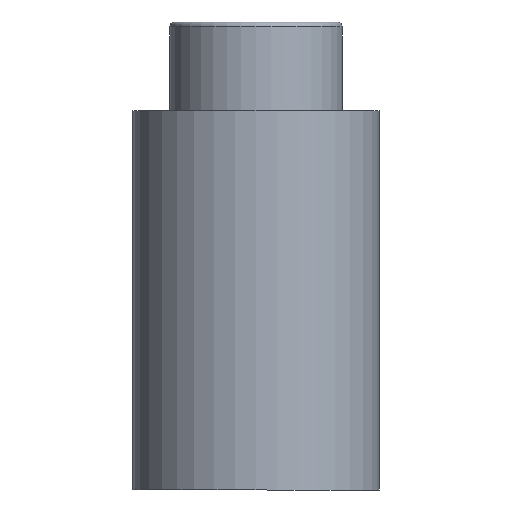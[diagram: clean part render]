
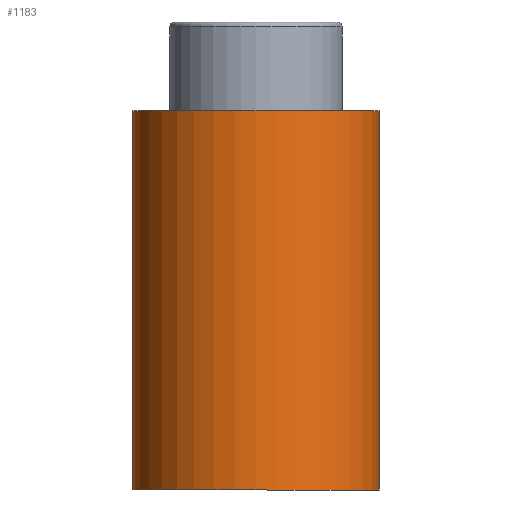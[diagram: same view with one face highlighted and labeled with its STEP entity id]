
A CAD part, front view. The second image highlights one B-rep face of the part: STEP entity #1183.
In plain terms, the highlighted cylindrical face has radius 25 mm (diameter 50 mm), a partial arc.
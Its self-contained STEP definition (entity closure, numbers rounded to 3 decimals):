
#22 = CARTESIAN_POINT ( 'NONE',  ( 25., 0., 0. ) ) ;
#55 = EDGE_CURVE ( 'NONE', #334, #1178, #779, .T. ) ;
#74 = DIRECTION ( 'NONE',  ( -1., 0., 0. ) ) ;
#105 = CARTESIAN_POINT ( 'NONE',  ( 0., 0., 77. ) ) ;
#121 = DIRECTION ( 'NONE',  ( 0., 0., -1. ) ) ;
#131 = AXIS2_PLACEMENT_3D ( 'NONE', #105, #748, #199 ) ;
#199 = DIRECTION ( 'NONE',  ( -1., 0., 0. ) ) ;
#214 = FACE_OUTER_BOUND ( 'NONE', #956, .T. ) ;
#220 = CARTESIAN_POINT ( 'NONE',  ( -25., 0., 0. ) ) ;
#222 = DIRECTION ( 'NONE',  ( 0., 0., -1. ) ) ;
#315 = CARTESIAN_POINT ( 'NONE',  ( 0., 0., 0. ) ) ;
#330 = AXIS2_PLACEMENT_3D ( 'NONE', #315, #1057, #677 ) ;
#334 = VERTEX_POINT ( 'NONE', #734 ) ;
#336 = ORIENTED_EDGE ( 'NONE', *, *, #579, .T. ) ;
#422 = AXIS2_PLACEMENT_3D ( 'NONE', #1193, #632, #74 ) ;
#472 = ORIENTED_EDGE ( 'NONE', *, *, #1030, .F. ) ;
#511 = ORIENTED_EDGE ( 'NONE', *, *, #55, .T. ) ;
#514 = EDGE_CURVE ( 'NONE', #692, #922, #520, .T. ) ;
#520 = LINE ( 'NONE', #22, #952 ) ;
#527 = VECTOR ( 'NONE', #222, 1000. ) ;
#579 = EDGE_CURVE ( 'NONE', #692, #334, #923, .T. ) ;
#606 = CIRCLE ( 'NONE', #422, 25. ) ;
#632 = DIRECTION ( 'NONE',  ( 0., 0., -1. ) ) ;
#677 = DIRECTION ( 'NONE',  ( -1., 0., 0. ) ) ;
#692 = VERTEX_POINT ( 'NONE', #1050 ) ;
#734 = CARTESIAN_POINT ( 'NONE',  ( -25., 0., 77. ) ) ;
#748 = DIRECTION ( 'NONE',  ( 0., 0., -1. ) ) ;
#771 = CARTESIAN_POINT ( 'NONE',  ( -25., 0., 0. ) ) ;
#779 = LINE ( 'NONE', #220, #527 ) ;
#805 = CARTESIAN_POINT ( 'NONE',  ( 25., 0., 0. ) ) ;
#823 = ORIENTED_EDGE ( 'NONE', *, *, #514, .F. ) ;
#921 = CYLINDRICAL_SURFACE ( 'NONE', #330, 25. ) ;
#922 = VERTEX_POINT ( 'NONE', #805 ) ;
#923 = CIRCLE ( 'NONE', #131, 25. ) ;
#952 = VECTOR ( 'NONE', #121, 1000. ) ;
#956 = EDGE_LOOP ( 'NONE', ( #823, #336, #511, #472 ) ) ;
#1030 = EDGE_CURVE ( 'NONE', #922, #1178, #606, .T. ) ;
#1050 = CARTESIAN_POINT ( 'NONE',  ( 25., 0., 77. ) ) ;
#1057 = DIRECTION ( 'NONE',  ( 0., 0., -1. ) ) ;
#1178 = VERTEX_POINT ( 'NONE', #771 ) ;
#1183 = ADVANCED_FACE ( 'NONE', ( #214 ), #921, .T. ) ;
#1193 = CARTESIAN_POINT ( 'NONE',  ( 0., 0., 0. ) ) ;
